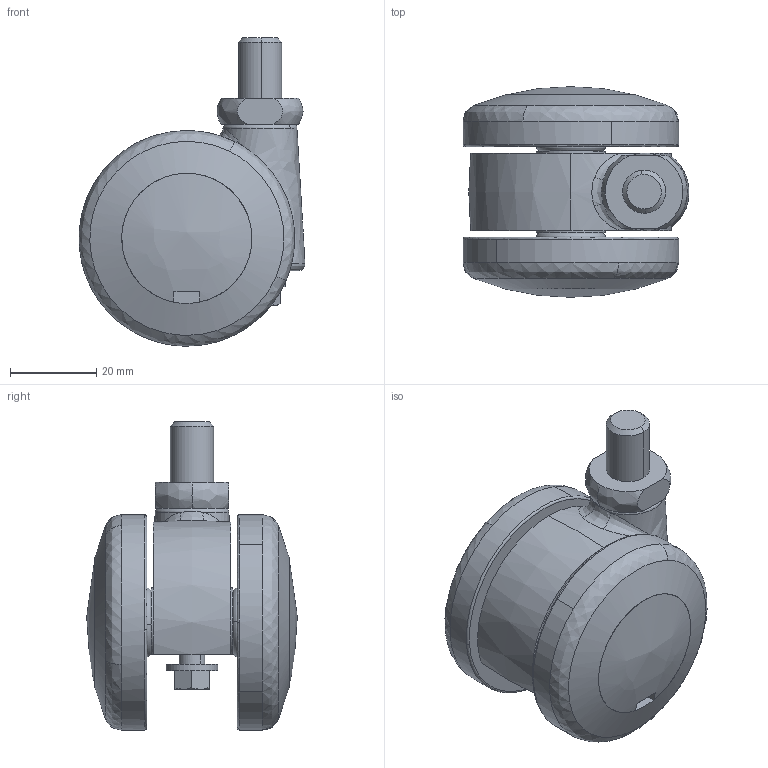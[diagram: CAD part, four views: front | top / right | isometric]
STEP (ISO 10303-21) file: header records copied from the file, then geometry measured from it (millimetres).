
FILE_DESCRIPTION((''),'2;1');
FILE_NAME('','2006-10-31T08:28:01',(''),(''),'','CADfix','');
FILE_SCHEMA(('AUTOMOTIVE_DESIGN'));
Length unit declared in the file: millimetre
Products named in the file (5): wheel_mr; wheel; main shaft; body; e50N10_3166_36
Assembly tree (4 placements, depth 2):
  e50N10_3166_36
    wheel_mr
    wheel
    main shaft
    body
Bounding box: 52.4 x 48.83 x 71.5 mm (x, y, z)
Volume: 62399.4 mm3; surface area: 25369.2 mm2
Topology: 4 solids, 4 shells, 117 faces, 355 edges, 259 vertices
Faces by surface type: bspline 117
Entity records: 5457 total; most frequent: CARTESIAN_POINT 3445, ORIENTED_EDGE 710, EDGE_CURVE 355, VERTEX_POINT 259, EDGE_LOOP 136, FACE_OUTER_BOUND 117, ADVANCED_FACE 117, QUASI_UNIFORM_CURVE 90
